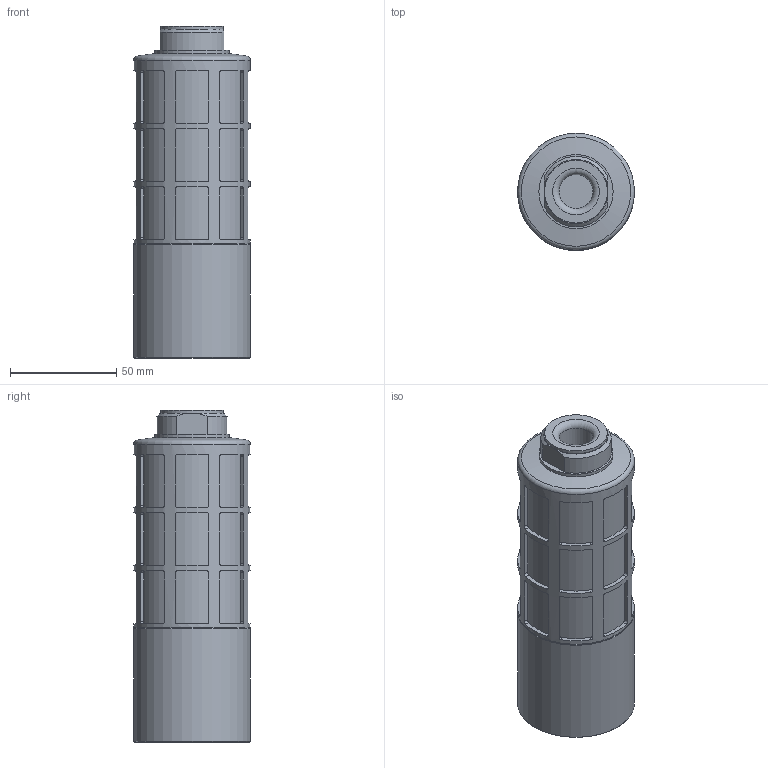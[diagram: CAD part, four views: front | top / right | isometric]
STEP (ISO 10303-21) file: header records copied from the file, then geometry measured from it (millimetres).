
FILE_DESCRIPTION(/* description */ ('STEP AP214'),/* implementation_level */ '2;1');
FILE_NAME(/* name */ '552252_UOS-1',/* time_stamp */ '2024-09-12T17:04:45+02:00',/* author */ ('License CC BY-ND 4.0'),/* organization */ ('CADENAS'),/* preprocessor_version */ 'ST-DEVELOPER v19.3',/* originating_system */ 'PARTsolutions',/* authorisation */ ' ');
FILE_SCHEMA (('AUTOMOTIVE_DESIGN {1 0 10303 214 3 1 1}'));
Length unit declared in the file: millimetre
Products named in the file (1): 552252 UOS-1
Bounding box: 55.1 x 55.1 x 156.5 mm (x, y, z)
Volume: 324224.6 mm3; surface area: 35573.2 mm2
Topology: 1 solids, 1 shells, 241 faces, 634 edges, 420 vertices
Faces by surface type: cylinder 128, plane 104, cone 7, torus 2
Full cylindrical faces by diameter (mm): 16 x1, 29.6 x1, 35 x1, 50 x1, 55 x1, 55.1 x1
Entity records: 9341 total; most frequent: CARTESIAN_POINT 2046, ORIENTED_EDGE 1222, DIRECTION 1018, EDGE_CURVE 611, VERTEX_POINT 413, AXIS2_PLACEMENT_3D 361, LINE 296, VECTOR 296
